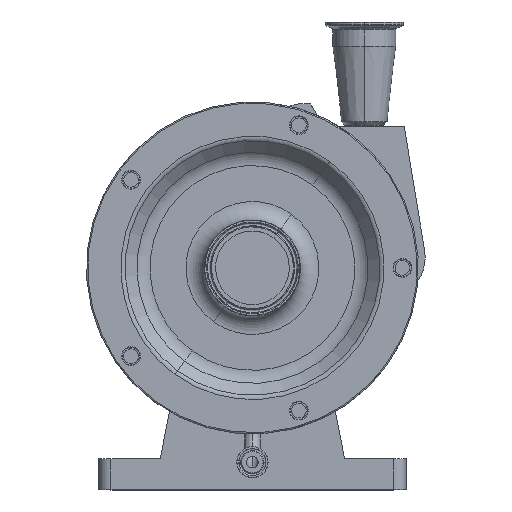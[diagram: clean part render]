
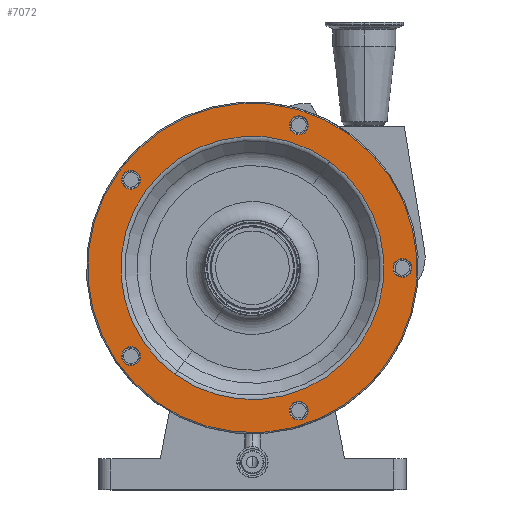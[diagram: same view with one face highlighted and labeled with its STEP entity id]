
A CAD part, top view. The second image highlights one B-rep face of the part: STEP entity #7072.
In plain terms, the highlighted planar face has unit normal (0, 0, 1).
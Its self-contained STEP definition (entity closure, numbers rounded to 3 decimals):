
#90 = VERTEX_POINT ( 'NONE', #1684 ) ;
#133 = CARTESIAN_POINT ( 'NONE',  ( 0., 0., 209.5 ) ) ;
#178 = AXIS2_PLACEMENT_3D ( 'NONE', #3741, #1890, #7132 ) ;
#359 = EDGE_LOOP ( 'NONE', ( #1112, #929 ) ) ;
#421 = VERTEX_POINT ( 'NONE', #5192 ) ;
#436 = CIRCLE ( 'NONE', #9984, 7.644 ) ;
#454 = CIRCLE ( 'NONE', #1553, 134. ) ;
#493 = VERTEX_POINT ( 'NONE', #1669 ) ;
#521 = CARTESIAN_POINT ( 'NONE',  ( 122., 0., 209.5 ) ) ;
#534 = EDGE_CURVE ( 'NONE', #2261, #1732, #436, .T. ) ;
#652 = EDGE_CURVE ( 'NONE', #1444, #493, #5405, .T. ) ;
#746 = ORIENTED_EDGE ( 'NONE', *, *, #6074, .T. ) ;
#847 = AXIS2_PLACEMENT_3D ( 'NONE', #521, #4042, #7671 ) ;
#851 = EDGE_CURVE ( 'NONE', #9959, #5927, #9247, .T. ) ;
#865 = DIRECTION ( 'NONE',  ( -0.588, -0.809, 0. ) ) ;
#885 = FACE_BOUND ( 'NONE', #359, .T. ) ;
#929 = ORIENTED_EDGE ( 'NONE', *, *, #851, .T. ) ;
#938 = EDGE_CURVE ( 'NONE', #5449, #9479, #3756, .T. ) ;
#1074 = CARTESIAN_POINT ( 'NONE',  ( -103.193, 65.526, 209.5 ) ) ;
#1085 = AXIS2_PLACEMENT_3D ( 'NONE', #2459, #5961, #2510 ) ;
#1096 = VERTEX_POINT ( 'NONE', #3810 ) ;
#1099 = EDGE_CURVE ( 'NONE', #493, #1444, #454, .T. ) ;
#1112 = ORIENTED_EDGE ( 'NONE', *, *, #3525, .T. ) ;
#1170 = EDGE_LOOP ( 'NONE', ( #10246, #6923 ) ) ;
#1175 = ORIENTED_EDGE ( 'NONE', *, *, #7146, .T. ) ;
#1188 = DIRECTION ( 'NONE',  ( -0.588, -0.809, 0. ) ) ;
#1230 = CARTESIAN_POINT ( 'NONE',  ( -98.7, -71.71, 209.5 ) ) ;
#1414 = CARTESIAN_POINT ( 'NONE',  ( 122., 0., 209.5 ) ) ;
#1422 = CARTESIAN_POINT ( 'NONE',  ( 0., 0., 209.5 ) ) ;
#1433 = DIRECTION ( 'NONE',  ( -0.588, -0.809, 0. ) ) ;
#1444 = VERTEX_POINT ( 'NONE', #5228 ) ;
#1529 = CARTESIAN_POINT ( 'NONE',  ( -103.193, -77.894, 209.5 ) ) ;
#1553 = AXIS2_PLACEMENT_3D ( 'NONE', #133, #10636, #10798 ) ;
#1651 = AXIS2_PLACEMENT_3D ( 'NONE', #6769, #6946, #5905 ) ;
#1669 = CARTESIAN_POINT ( 'NONE',  ( -78.763, -108.408, 209.5 ) ) ;
#1684 = CARTESIAN_POINT ( 'NONE',  ( -62.935, -86.622, 209.5 ) ) ;
#1697 = VERTEX_POINT ( 'NONE', #10109 ) ;
#1732 = VERTEX_POINT ( 'NONE', #1074 ) ;
#1872 = FACE_BOUND ( 'NONE', #1170, .T. ) ;
#1890 = DIRECTION ( 'NONE',  ( 0., 0., -1. ) ) ;
#2086 = DIRECTION ( 'NONE',  ( 0., 0., -1. ) ) ;
#2108 = DIRECTION ( 'NONE',  ( 0., 0., -1. ) ) ;
#2172 = AXIS2_PLACEMENT_3D ( 'NONE', #1230, #5663, #3955 ) ;
#2181 = EDGE_LOOP ( 'NONE', ( #746, #8293 ) ) ;
#2229 = CARTESIAN_POINT ( 'NONE',  ( 37.7, -116.029, 209.5 ) ) ;
#2261 = VERTEX_POINT ( 'NONE', #2288 ) ;
#2288 = CARTESIAN_POINT ( 'NONE',  ( -94.207, 77.894, 209.5 ) ) ;
#2295 = DIRECTION ( 'NONE',  ( -0.588, -0.809, 0. ) ) ;
#2319 = CIRCLE ( 'NONE', #847, 7.644 ) ;
#2400 = AXIS2_PLACEMENT_3D ( 'NONE', #5358, #9940, #4497 ) ;
#2459 = CARTESIAN_POINT ( 'NONE',  ( -98.7, 71.71, 209.5 ) ) ;
#2510 = DIRECTION ( 'NONE',  ( -0.588, -0.809, 0. ) ) ;
#2559 = VERTEX_POINT ( 'NONE', #8752 ) ;
#2750 = CARTESIAN_POINT ( 'NONE',  ( 117.507, -6.184, 209.5 ) ) ;
#2930 = DIRECTION ( 'NONE',  ( -0.588, -0.809, 0. ) ) ;
#3013 = EDGE_LOOP ( 'NONE', ( #7907, #11001 ) ) ;
#3349 = EDGE_CURVE ( 'NONE', #1096, #2559, #7182, .T. ) ;
#3351 = AXIS2_PLACEMENT_3D ( 'NONE', #4810, #9969, #10134 ) ;
#3378 = ORIENTED_EDGE ( 'NONE', *, *, #10508, .T. ) ;
#3525 = EDGE_CURVE ( 'NONE', #5927, #9959, #4965, .T. ) ;
#3741 = CARTESIAN_POINT ( 'NONE',  ( 0., 0., 209.5 ) ) ;
#3756 = CIRCLE ( 'NONE', #11257, 7.644 ) ;
#3810 = CARTESIAN_POINT ( 'NONE',  ( 42.193, 122.213, 209.5 ) ) ;
#3822 = CARTESIAN_POINT ( 'NONE',  ( -108.408, 78.763, 209.5 ) ) ;
#3922 = ORIENTED_EDGE ( 'NONE', *, *, #1099, .F. ) ;
#3955 = DIRECTION ( 'NONE',  ( -0.588, -0.809, 0. ) ) ;
#4042 = DIRECTION ( 'NONE',  ( 0., 0., -1. ) ) ;
#4165 = EDGE_LOOP ( 'NONE', ( #3922, #7101 ) ) ;
#4213 = CIRCLE ( 'NONE', #178, 107.071 ) ;
#4266 = DIRECTION ( 'NONE',  ( 0., 0., -1. ) ) ;
#4412 = AXIS2_PLACEMENT_3D ( 'NONE', #7828, #6259, #9759 ) ;
#4469 = FACE_OUTER_BOUND ( 'NONE', #4165, .T. ) ;
#4497 = DIRECTION ( 'NONE',  ( -0.588, -0.809, 0. ) ) ;
#4810 = CARTESIAN_POINT ( 'NONE',  ( -98.7, -71.71, 209.5 ) ) ;
#4965 = CIRCLE ( 'NONE', #4412, 7.644 ) ;
#5019 = CARTESIAN_POINT ( 'NONE',  ( 0., 0., 209.5 ) ) ;
#5105 = ORIENTED_EDGE ( 'NONE', *, *, #534, .T. ) ;
#5192 = CARTESIAN_POINT ( 'NONE',  ( -94.207, -65.526, 209.5 ) ) ;
#5217 = CARTESIAN_POINT ( 'NONE',  ( 126.493, 6.184, 209.5 ) ) ;
#5228 = CARTESIAN_POINT ( 'NONE',  ( 78.763, 108.408, 209.5 ) ) ;
#5358 = CARTESIAN_POINT ( 'NONE',  ( 37.7, 116.029, 209.5 ) ) ;
#5405 = CIRCLE ( 'NONE', #8344, 134. ) ;
#5449 = VERTEX_POINT ( 'NONE', #2750 ) ;
#5663 = DIRECTION ( 'NONE',  ( 0., 0., -1. ) ) ;
#5696 = CIRCLE ( 'NONE', #2400, 7.644 ) ;
#5706 = EDGE_LOOP ( 'NONE', ( #1175, #3378 ) ) ;
#5766 = DIRECTION ( 'NONE',  ( -0.588, -0.809, 0. ) ) ;
#5905 = DIRECTION ( 'NONE',  ( -0.588, -0.809, 0. ) ) ;
#5927 = VERTEX_POINT ( 'NONE', #9780 ) ;
#5961 = DIRECTION ( 'NONE',  ( 0., 0., -1. ) ) ;
#6074 = EDGE_CURVE ( 'NONE', #9479, #5449, #2319, .T. ) ;
#6134 = FACE_BOUND ( 'NONE', #3013, .T. ) ;
#6145 = AXIS2_PLACEMENT_3D ( 'NONE', #2229, #7366, #1188 ) ;
#6259 = DIRECTION ( 'NONE',  ( 0., 0., -1. ) ) ;
#6769 = CARTESIAN_POINT ( 'NONE',  ( 37.7, 116.029, 209.5 ) ) ;
#6923 = ORIENTED_EDGE ( 'NONE', *, *, #7846, .T. ) ;
#6946 = DIRECTION ( 'NONE',  ( 0., 0., -1. ) ) ;
#7072 = ADVANCED_FACE ( 'NONE', ( #6134, #8767, #885, #7116, #10549, #4469, #1872 ), #8882, .F. ) ;
#7101 = ORIENTED_EDGE ( 'NONE', *, *, #652, .F. ) ;
#7116 = FACE_BOUND ( 'NONE', #5706, .T. ) ;
#7117 = AXIS2_PLACEMENT_3D ( 'NONE', #3822, #2086, #5766 ) ;
#7132 = DIRECTION ( 'NONE',  ( -0.588, -0.809, 0. ) ) ;
#7146 = EDGE_CURVE ( 'NONE', #421, #9378, #11211, .T. ) ;
#7155 = CIRCLE ( 'NONE', #2172, 7.644 ) ;
#7182 = CIRCLE ( 'NONE', #1651, 7.644 ) ;
#7366 = DIRECTION ( 'NONE',  ( 0., 0., -1. ) ) ;
#7671 = DIRECTION ( 'NONE',  ( -0.588, -0.809, 0. ) ) ;
#7828 = CARTESIAN_POINT ( 'NONE',  ( 37.7, -116.029, 209.5 ) ) ;
#7846 = EDGE_CURVE ( 'NONE', #1697, #90, #4213, .T. ) ;
#7879 = ORIENTED_EDGE ( 'NONE', *, *, #8014, .T. ) ;
#7907 = ORIENTED_EDGE ( 'NONE', *, *, #3349, .T. ) ;
#8014 = EDGE_CURVE ( 'NONE', #1732, #2261, #9715, .T. ) ;
#8293 = ORIENTED_EDGE ( 'NONE', *, *, #938, .T. ) ;
#8344 = AXIS2_PLACEMENT_3D ( 'NONE', #1422, #8568, #2295 ) ;
#8421 = AXIS2_PLACEMENT_3D ( 'NONE', #5019, #4266, #1433 ) ;
#8568 = DIRECTION ( 'NONE',  ( 0., 0., -1. ) ) ;
#8692 = CARTESIAN_POINT ( 'NONE',  ( 33.207, -122.213, 209.5 ) ) ;
#8743 = EDGE_CURVE ( 'NONE', #2559, #1096, #5696, .T. ) ;
#8752 = CARTESIAN_POINT ( 'NONE',  ( 33.207, 109.845, 209.5 ) ) ;
#8767 = FACE_BOUND ( 'NONE', #2181, .T. ) ;
#8778 = CIRCLE ( 'NONE', #8421, 107.071 ) ;
#8882 = PLANE ( 'NONE',  #7117 ) ;
#9247 = CIRCLE ( 'NONE', #6145, 7.644 ) ;
#9378 = VERTEX_POINT ( 'NONE', #1529 ) ;
#9479 = VERTEX_POINT ( 'NONE', #5217 ) ;
#9664 = DIRECTION ( 'NONE',  ( 0., 0., -1. ) ) ;
#9715 = CIRCLE ( 'NONE', #1085, 7.644 ) ;
#9759 = DIRECTION ( 'NONE',  ( -0.588, -0.809, 0. ) ) ;
#9780 = CARTESIAN_POINT ( 'NONE',  ( 42.193, -109.845, 209.5 ) ) ;
#9940 = DIRECTION ( 'NONE',  ( 0., 0., -1. ) ) ;
#9959 = VERTEX_POINT ( 'NONE', #8692 ) ;
#9969 = DIRECTION ( 'NONE',  ( 0., 0., -1. ) ) ;
#9984 = AXIS2_PLACEMENT_3D ( 'NONE', #10848, #2108, #2930 ) ;
#10109 = CARTESIAN_POINT ( 'NONE',  ( 62.935, 86.622, 209.5 ) ) ;
#10134 = DIRECTION ( 'NONE',  ( -0.588, -0.809, 0. ) ) ;
#10246 = ORIENTED_EDGE ( 'NONE', *, *, #11034, .T. ) ;
#10332 = EDGE_LOOP ( 'NONE', ( #5105, #7879 ) ) ;
#10508 = EDGE_CURVE ( 'NONE', #9378, #421, #7155, .T. ) ;
#10549 = FACE_BOUND ( 'NONE', #10332, .T. ) ;
#10636 = DIRECTION ( 'NONE',  ( 0., 0., -1. ) ) ;
#10798 = DIRECTION ( 'NONE',  ( -0.588, -0.809, 0. ) ) ;
#10848 = CARTESIAN_POINT ( 'NONE',  ( -98.7, 71.71, 209.5 ) ) ;
#11001 = ORIENTED_EDGE ( 'NONE', *, *, #8743, .T. ) ;
#11034 = EDGE_CURVE ( 'NONE', #90, #1697, #8778, .T. ) ;
#11211 = CIRCLE ( 'NONE', #3351, 7.644 ) ;
#11257 = AXIS2_PLACEMENT_3D ( 'NONE', #1414, #9664, #865 ) ;
